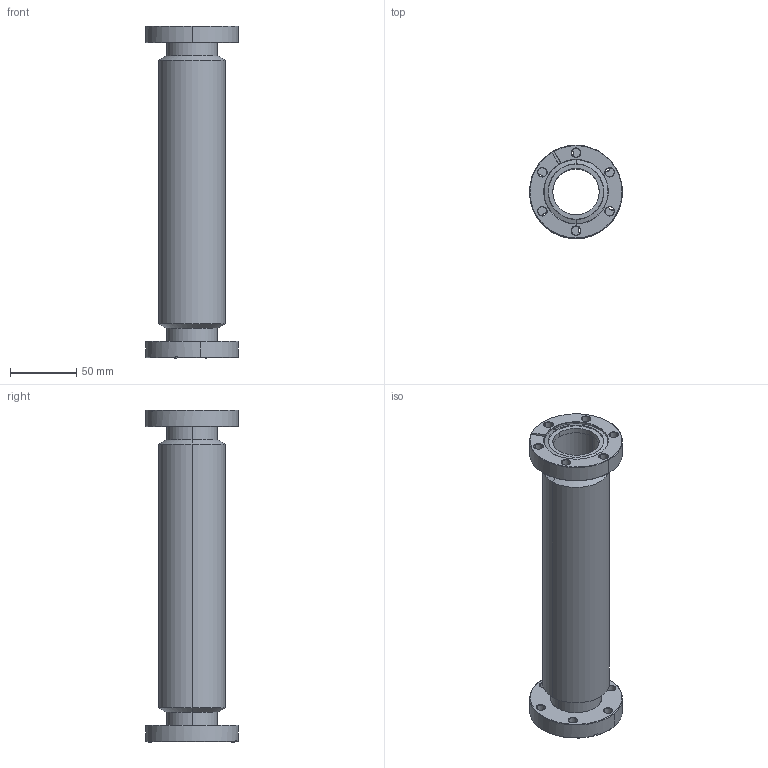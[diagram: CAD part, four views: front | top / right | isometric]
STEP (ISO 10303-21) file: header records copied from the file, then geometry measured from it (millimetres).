
FILE_DESCRIPTION (( 'STEP AP214' ), '1' );
FILE_NAME ('Hositrad_FLX35-250.STEP', '2017-05-24T12:16:34', ( 'Gebruiker' ), ( '' ), 'SwSTEP 2.0', 'SolidWorks 2017', '' );
FILE_SCHEMA (( 'AUTOMOTIVE_DESIGN' ));
Length unit declared in the file: millimetre
Products named in the file (6): Hositrad_FLX35-250; CF-Hydraulically-Formed-Flexible-Coupling-All-to 500_35-250; CF35-38; CF35-BR-innerring_CF35-38-W; CF35-BR-outerring; CF35-38-R
Assembly tree (5 placements, depth 3):
  Hositrad_FLX35-250
    CF-Hydraulically-Formed-Flexible-Coupling-All-to 500_35-250
    CF35-38
    CF35-38-R
      CF35-BR-innerring_CF35-38-W
      CF35-BR-outerring
Bounding box: 70 x 70 x 250 mm (x, y, z)
Volume: 269241 mm3; surface area: 88841.5 mm2
Topology: 4 solids, 4 shells, 151 faces, 346 edges, 205 vertices
Faces by surface type: cone 77, cylinder 52, plane 22
Entity records: 4571 total; most frequent: DIRECTION 847, CARTESIAN_POINT 735, ORIENTED_EDGE 692, AXIS2_PLACEMENT_3D 349, EDGE_CURVE 346, VERTEX_POINT 205, CIRCLE 189, EDGE_LOOP 185
